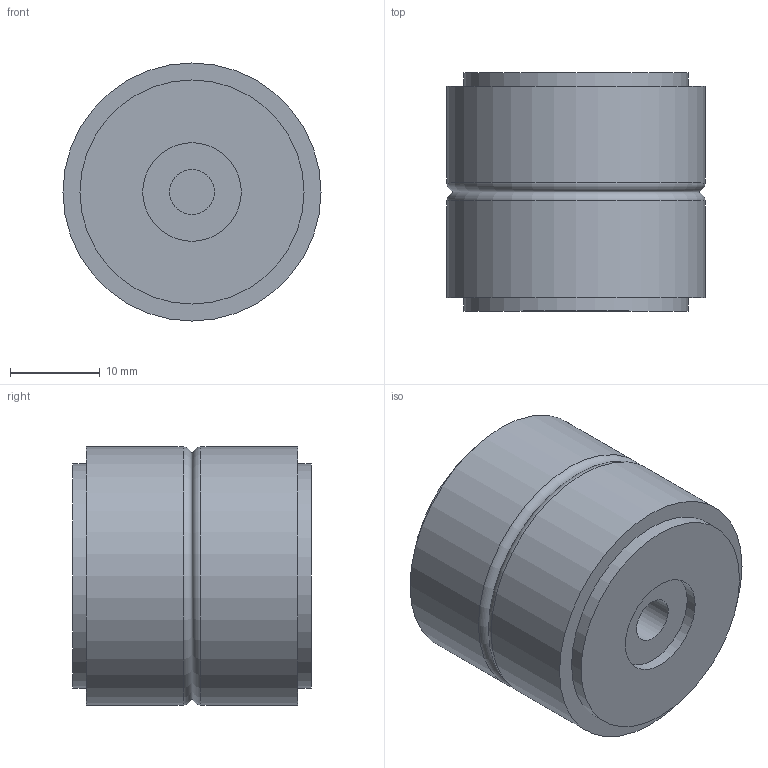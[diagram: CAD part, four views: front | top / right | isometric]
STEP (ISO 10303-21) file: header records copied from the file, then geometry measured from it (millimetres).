
FILE_DESCRIPTION(/* description */ (''),/* implementation_level */ '2;1');
FILE_NAME(/* name */ 'GHLK-01.stp',/* time_stamp */ '2019-08-05T15:59:07+02:00',/* author */ ('DOMINIQUE'),/* organization */ (''),/* preprocessor_version */ 'ST-DEVELOPER v17.2',/* originating_system */ 'Autodesk Inventor 2019',/* authorisation */ '');
FILE_SCHEMA (('AUTOMOTIVE_DESIGN { 1 0 10303 214 3 1 1 }'));
Length unit declared in the file: millimetre
Products named in the file (1): GHLK-01
Bounding box: 28.8 x 26.6 x 28.8 mm (x, y, z)
Volume: 16295.9 mm3; surface area: 4076.2 mm2
Topology: 1 solids, 1 shells, 18 faces, 46 edges, 36 vertices
Faces by surface type: cylinder 8, plane 8, torus 2
Full cylindrical faces by diameter (mm): 5 x2, 11 x2, 25 x2, 28.8 x2
Entity records: 665 total; most frequent: DIRECTION 122, CARTESIAN_POINT 101, ORIENTED_EDGE 92, AXIS2_PLACEMENT_3D 57, EDGE_CURVE 46, CIRCLE 38, VERTEX_POINT 36, EDGE_LOOP 24
